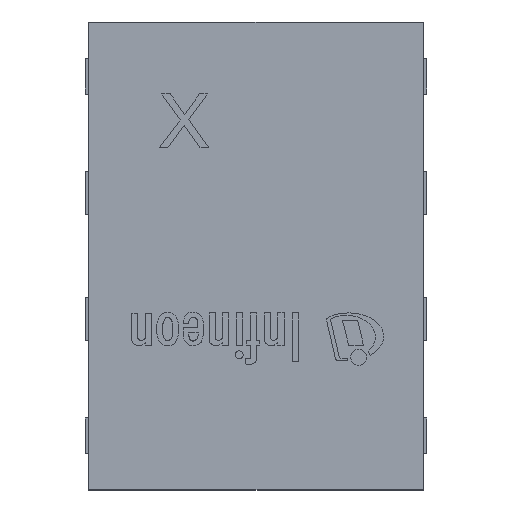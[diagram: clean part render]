
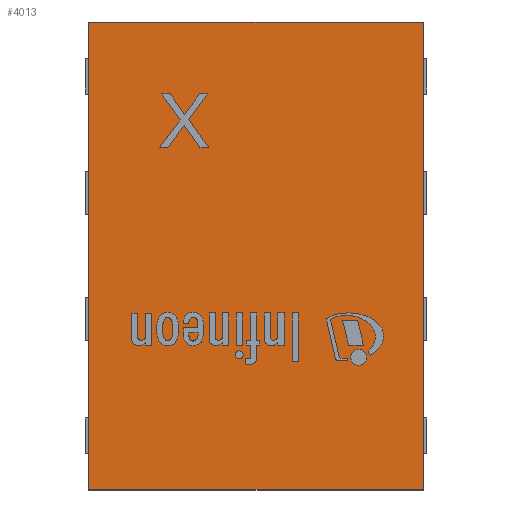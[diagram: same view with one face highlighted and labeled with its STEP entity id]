
A CAD part, top view. The second image highlights one B-rep face of the part: STEP entity #4013.
In plain terms, the highlighted planar face has unit normal (0, 0, 1).
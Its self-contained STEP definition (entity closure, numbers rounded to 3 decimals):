
#148=FACE_BOUND('',#425,.T.);
#171=FACE_OUTER_BOUND('',#424,.T.);
#424=EDGE_LOOP('',(#2714,#2715,#2716,#2717));
#425=EDGE_LOOP('',(#2718,#2719,#2720,#2721,#2722,#2723,#2724,#2725,#2726,
#2727,#2728,#2729));
#670=LINE('',#5540,#1188);
#674=LINE('',#5547,#1192);
#677=LINE('',#5553,#1195);
#680=LINE('',#5559,#1198);
#683=LINE('',#5565,#1201);
#686=LINE('',#5571,#1204);
#689=LINE('',#5577,#1207);
#692=LINE('',#5583,#1210);
#695=LINE('',#5589,#1213);
#698=LINE('',#5595,#1216);
#701=LINE('',#5601,#1219);
#703=LINE('',#5604,#1221);
#704=LINE('',#5609,#1222);
#708=LINE('',#5618,#1226);
#712=LINE('',#5625,#1230);
#714=LINE('',#5628,#1232);
#1188=VECTOR('',#4532,1.);
#1192=VECTOR('',#4538,1.);
#1195=VECTOR('',#4543,1.);
#1198=VECTOR('',#4548,1.);
#1201=VECTOR('',#4553,1.);
#1204=VECTOR('',#4558,1.);
#1207=VECTOR('',#4563,1.);
#1210=VECTOR('',#4568,1.);
#1213=VECTOR('',#4573,1.);
#1216=VECTOR('',#4578,1.);
#1219=VECTOR('',#4583,1.);
#1221=VECTOR('',#4587,1.);
#1222=VECTOR('',#4592,1.);
#1226=VECTOR('',#4598,1.);
#1230=VECTOR('',#4604,1.);
#1232=VECTOR('',#4608,1.);
#1706=VERTEX_POINT('',#5537);
#1707=VERTEX_POINT('',#5539);
#1709=VERTEX_POINT('',#5545);
#1711=VERTEX_POINT('',#5551);
#1713=VERTEX_POINT('',#5557);
#1715=VERTEX_POINT('',#5563);
#1717=VERTEX_POINT('',#5569);
#1719=VERTEX_POINT('',#5575);
#1721=VERTEX_POINT('',#5581);
#1723=VERTEX_POINT('',#5587);
#1725=VERTEX_POINT('',#5593);
#1727=VERTEX_POINT('',#5599);
#1728=VERTEX_POINT('',#5607);
#1729=VERTEX_POINT('',#5608);
#1732=VERTEX_POINT('',#5616);
#1733=VERTEX_POINT('',#5617);
#2082=EDGE_CURVE('',#1707,#1706,#670,.T.);
#2086=EDGE_CURVE('',#1706,#1709,#674,.T.);
#2089=EDGE_CURVE('',#1709,#1711,#677,.T.);
#2092=EDGE_CURVE('',#1711,#1713,#680,.T.);
#2095=EDGE_CURVE('',#1713,#1715,#683,.T.);
#2098=EDGE_CURVE('',#1715,#1717,#686,.T.);
#2101=EDGE_CURVE('',#1717,#1719,#689,.T.);
#2104=EDGE_CURVE('',#1719,#1721,#692,.T.);
#2107=EDGE_CURVE('',#1721,#1723,#695,.T.);
#2110=EDGE_CURVE('',#1723,#1725,#698,.T.);
#2113=EDGE_CURVE('',#1725,#1727,#701,.T.);
#2115=EDGE_CURVE('',#1727,#1707,#703,.T.);
#2116=EDGE_CURVE('',#1728,#1729,#704,.T.);
#2120=EDGE_CURVE('',#1732,#1733,#708,.T.);
#2124=EDGE_CURVE('',#1728,#1733,#712,.T.);
#2126=EDGE_CURVE('',#1732,#1729,#714,.T.);
#2714=ORIENTED_EDGE('',*,*,#2126,.T.);
#2715=ORIENTED_EDGE('',*,*,#2116,.F.);
#2716=ORIENTED_EDGE('',*,*,#2124,.T.);
#2717=ORIENTED_EDGE('',*,*,#2120,.F.);
#2718=ORIENTED_EDGE('',*,*,#2082,.T.);
#2719=ORIENTED_EDGE('',*,*,#2086,.T.);
#2720=ORIENTED_EDGE('',*,*,#2089,.T.);
#2721=ORIENTED_EDGE('',*,*,#2092,.T.);
#2722=ORIENTED_EDGE('',*,*,#2095,.T.);
#2723=ORIENTED_EDGE('',*,*,#2098,.T.);
#2724=ORIENTED_EDGE('',*,*,#2101,.T.);
#2725=ORIENTED_EDGE('',*,*,#2104,.T.);
#2726=ORIENTED_EDGE('',*,*,#2107,.T.);
#2727=ORIENTED_EDGE('',*,*,#2110,.T.);
#2728=ORIENTED_EDGE('',*,*,#2113,.T.);
#2729=ORIENTED_EDGE('',*,*,#2115,.T.);
#3782=PLANE('',#4299);
#4013=ADVANCED_FACE('',(#171,#148),#3782,.T.);
#4299=AXIS2_PLACEMENT_3D('',#5627,#4606,#4607);
#4532=DIRECTION('',(0.598,0.802,0.));
#4538=DIRECTION('',(1.,0.,0.));
#4543=DIRECTION('',(-0.59,-0.807,0.));
#4548=DIRECTION('',(0.581,-0.814,0.));
#4553=DIRECTION('',(-1.,0.,0.));
#4558=DIRECTION('',(-0.578,0.816,0.));
#4563=DIRECTION('',(-0.59,-0.807,0.));
#4568=DIRECTION('',(-1.,0.,0.));
#4573=DIRECTION('',(0.598,0.802,0.));
#4578=DIRECTION('',(-0.578,0.816,0.));
#4583=DIRECTION('',(1.,0.,0.));
#4587=DIRECTION('',(0.581,-0.814,0.));
#4592=DIRECTION('',(-1.,0.,0.));
#4598=DIRECTION('',(1.,0.,0.));
#4604=DIRECTION('',(0.,1.,0.));
#4606=DIRECTION('center_axis',(0.,0.,1.));
#4607=DIRECTION('ref_axis',(-1.,0.,0.));
#4608=DIRECTION('',(0.,-1.,0.));
#5537=CARTESIAN_POINT('',(-0.157,0.45,0.4));
#5539=CARTESIAN_POINT('',(-0.199,0.394,0.4));
#5540=CARTESIAN_POINT('',(-0.237,0.343,0.4));
#5545=CARTESIAN_POINT('',(-0.135,0.45,0.4));
#5547=CARTESIAN_POINT('',(-0.068,0.45,0.4));
#5551=CARTESIAN_POINT('',(-0.187,0.379,0.4));
#5553=CARTESIAN_POINT('',(-0.245,0.3,0.4));
#5557=CARTESIAN_POINT('',(-0.131,0.3,0.4));
#5559=CARTESIAN_POINT('',(-0.038,0.17,0.4));
#5563=CARTESIAN_POINT('',(-0.156,0.3,0.4));
#5565=CARTESIAN_POINT('',(-0.078,0.3,0.4));
#5569=CARTESIAN_POINT('',(-0.2,0.362,0.4));
#5571=CARTESIAN_POINT('',(-0.081,0.194,0.4));
#5575=CARTESIAN_POINT('',(-0.245,0.3,0.4));
#5577=CARTESIAN_POINT('',(-0.274,0.261,0.4));
#5581=CARTESIAN_POINT('',(-0.269,0.3,0.4));
#5583=CARTESIAN_POINT('',(-0.134,0.3,0.4));
#5587=CARTESIAN_POINT('',(-0.211,0.378,0.4));
#5589=CARTESIAN_POINT('',(-0.264,0.307,0.4));
#5593=CARTESIAN_POINT('',(-0.262,0.45,0.4));
#5595=CARTESIAN_POINT('',(-0.112,0.238,0.4));
#5599=CARTESIAN_POINT('',(-0.238,0.45,0.4));
#5601=CARTESIAN_POINT('',(-0.119,0.45,0.4));
#5604=CARTESIAN_POINT('',(-0.072,0.217,0.4));
#5607=CARTESIAN_POINT('',(0.465,-0.65,0.4));
#5608=CARTESIAN_POINT('',(-0.465,-0.65,0.4));
#5609=CARTESIAN_POINT('',(0.465,-0.65,0.4));
#5616=CARTESIAN_POINT('',(-0.465,0.65,0.4));
#5617=CARTESIAN_POINT('',(0.465,0.65,0.4));
#5618=CARTESIAN_POINT('',(-0.465,0.65,0.4));
#5625=CARTESIAN_POINT('',(0.465,0.64,0.4));
#5627=CARTESIAN_POINT('Origin',(0.,0.,0.4));
#5628=CARTESIAN_POINT('',(-0.465,-0.64,0.4));
